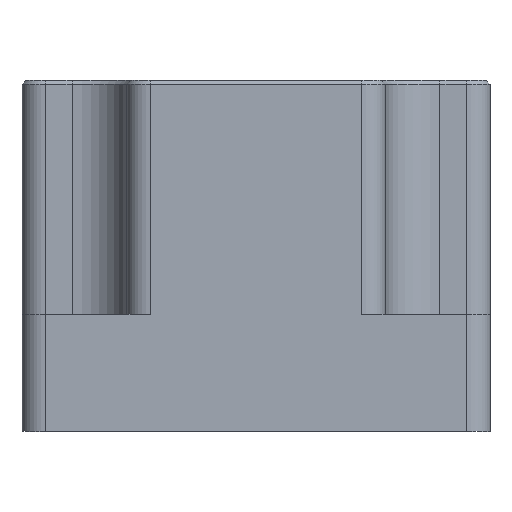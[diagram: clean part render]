
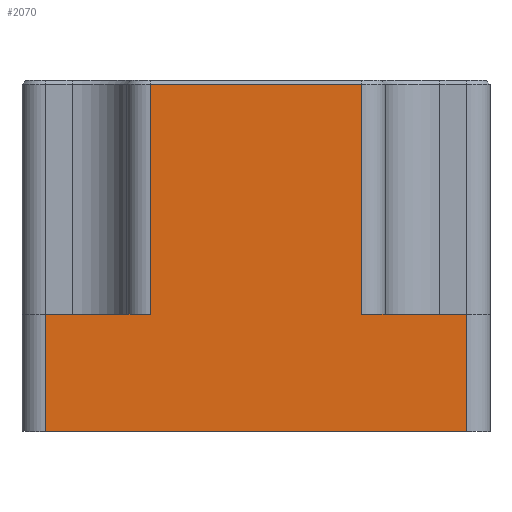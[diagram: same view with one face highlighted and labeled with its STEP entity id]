
A CAD part, left-side view. The second image highlights one B-rep face of the part: STEP entity #2070.
In plain terms, the highlighted planar face has unit normal (-1, 0, 0).
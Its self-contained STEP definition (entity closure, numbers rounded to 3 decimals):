
#2 = CARTESIAN_POINT ( 'NONE',  ( -30., 27., 45. ) ) ;
#9 = CARTESIAN_POINT ( 'NONE',  ( -30., -13.571, 44.5 ) ) ;
#10 = DIRECTION ( 'NONE',  ( 0., 0., -1. ) ) ;
#36 = CARTESIAN_POINT ( 'NONE',  ( -30., 0., 15. ) ) ;
#103 = DIRECTION ( 'NONE',  ( 1., 0., 0. ) ) ;
#137 = PLANE ( 'NONE',  #1984 ) ;
#141 = EDGE_CURVE ( 'NONE', #1722, #727, #1353, .T. ) ;
#164 = VECTOR ( 'NONE', #2310, 1000. ) ;
#179 = DIRECTION ( 'NONE',  ( 0., -1., 0. ) ) ;
#216 = EDGE_CURVE ( 'NONE', #298, #732, #1615, .T. ) ;
#220 = VECTOR ( 'NONE', #730, 1000. ) ;
#298 = VERTEX_POINT ( 'NONE', #460 ) ;
#312 = ORIENTED_EDGE ( 'NONE', *, *, #366, .F. ) ;
#326 = DIRECTION ( 'NONE',  ( 0., 0., -1. ) ) ;
#366 = EDGE_CURVE ( 'NONE', #298, #727, #1175, .T. ) ;
#387 = EDGE_CURVE ( 'NONE', #732, #1497, #1867, .T. ) ;
#460 = CARTESIAN_POINT ( 'NONE',  ( -30., 27., 15. ) ) ;
#461 = ORIENTED_EDGE ( 'NONE', *, *, #1263, .F. ) ;
#551 = CARTESIAN_POINT ( 'NONE',  ( -30., -30., 45. ) ) ;
#727 = VERTEX_POINT ( 'NONE', #2475 ) ;
#729 = ORIENTED_EDGE ( 'NONE', *, *, #216, .T. ) ;
#730 = DIRECTION ( 'NONE',  ( 0., 1., 0. ) ) ;
#732 = VERTEX_POINT ( 'NONE', #1618 ) ;
#760 = EDGE_CURVE ( 'NONE', #1497, #1860, #1933, .T. ) ;
#828 = ORIENTED_EDGE ( 'NONE', *, *, #760, .T. ) ;
#913 = LINE ( 'NONE', #1751, #220 ) ;
#1058 = VECTOR ( 'NONE', #10, 1000. ) ;
#1065 = LINE ( 'NONE', #2705, #2020 ) ;
#1121 = CARTESIAN_POINT ( 'NONE',  ( -30., -30., 0. ) ) ;
#1175 = LINE ( 'NONE', #36, #2718 ) ;
#1229 = VECTOR ( 'NONE', #2278, 1000. ) ;
#1237 = VECTOR ( 'NONE', #1322, 1000. ) ;
#1243 = CARTESIAN_POINT ( 'NONE',  ( -30., -13.571, 45. ) ) ;
#1248 = CARTESIAN_POINT ( 'NONE',  ( -30., -27., 45. ) ) ;
#1263 = EDGE_CURVE ( 'NONE', #1304, #1860, #1065, .T. ) ;
#1274 = CARTESIAN_POINT ( 'NONE',  ( -30., 13.571, 15. ) ) ;
#1298 = CARTESIAN_POINT ( 'NONE',  ( -30., -27., 15. ) ) ;
#1304 = VERTEX_POINT ( 'NONE', #1866 ) ;
#1322 = DIRECTION ( 'NONE',  ( 0., -1., 0. ) ) ;
#1353 = LINE ( 'NONE', #1274, #164 ) ;
#1460 = LINE ( 'NONE', #1243, #1229 ) ;
#1497 = VERTEX_POINT ( 'NONE', #2582 ) ;
#1519 = ORIENTED_EDGE ( 'NONE', *, *, #141, .T. ) ;
#1607 = EDGE_LOOP ( 'NONE', ( #1920, #1707, #1519, #312, #729, #2611, #828, #461 ) ) ;
#1615 = LINE ( 'NONE', #2, #1058 ) ;
#1618 = CARTESIAN_POINT ( 'NONE',  ( -30., 27., 0. ) ) ;
#1682 = DIRECTION ( 'NONE',  ( 0., 0., 1. ) ) ;
#1707 = ORIENTED_EDGE ( 'NONE', *, *, #2529, .T. ) ;
#1720 = VERTEX_POINT ( 'NONE', #9 ) ;
#1722 = VERTEX_POINT ( 'NONE', #2091 ) ;
#1737 = FACE_OUTER_BOUND ( 'NONE', #1607, .T. ) ;
#1742 = EDGE_CURVE ( 'NONE', #1304, #1720, #1460, .T. ) ;
#1751 = CARTESIAN_POINT ( 'NONE',  ( -30., -30., 44.5 ) ) ;
#1860 = VERTEX_POINT ( 'NONE', #1298 ) ;
#1866 = CARTESIAN_POINT ( 'NONE',  ( -30., -13.571, 15. ) ) ;
#1867 = LINE ( 'NONE', #1121, #1237 ) ;
#1920 = ORIENTED_EDGE ( 'NONE', *, *, #1742, .T. ) ;
#1933 = LINE ( 'NONE', #1248, #2092 ) ;
#1984 = AXIS2_PLACEMENT_3D ( 'NONE', #551, #103, #326 ) ;
#2020 = VECTOR ( 'NONE', #179, 1000. ) ;
#2070 = ADVANCED_FACE ( 'NONE', ( #1737 ), #137, .F. ) ;
#2091 = CARTESIAN_POINT ( 'NONE',  ( -30., 13.571, 44.5 ) ) ;
#2092 = VECTOR ( 'NONE', #1682, 1000. ) ;
#2278 = DIRECTION ( 'NONE',  ( 0., 0., 1. ) ) ;
#2310 = DIRECTION ( 'NONE',  ( 0., 0., -1. ) ) ;
#2475 = CARTESIAN_POINT ( 'NONE',  ( -30., 13.571, 15. ) ) ;
#2529 = EDGE_CURVE ( 'NONE', #1720, #1722, #913, .T. ) ;
#2579 = DIRECTION ( 'NONE',  ( 0., -1., 0. ) ) ;
#2582 = CARTESIAN_POINT ( 'NONE',  ( -30., -27., 0. ) ) ;
#2611 = ORIENTED_EDGE ( 'NONE', *, *, #387, .T. ) ;
#2705 = CARTESIAN_POINT ( 'NONE',  ( -30., 0., 15. ) ) ;
#2718 = VECTOR ( 'NONE', #2579, 1000. ) ;
